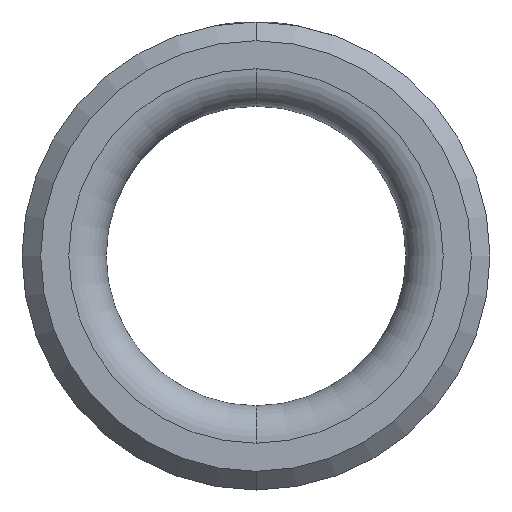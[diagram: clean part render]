
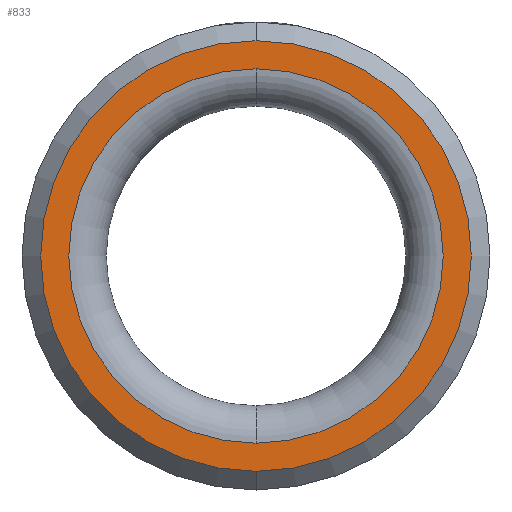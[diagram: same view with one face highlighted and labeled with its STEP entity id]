
A CAD part, front view. The second image highlights one B-rep face of the part: STEP entity #833.
In plain terms, the highlighted planar face has unit normal (0, -1, 0).
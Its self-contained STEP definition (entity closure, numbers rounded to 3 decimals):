
#47 = AXIS2_PLACEMENT_3D ( 'NONE', #259, #1092, #370 ) ;
#107 = EDGE_CURVE ( 'NONE', #450, #1412, #635, .T. ) ;
#183 = AXIS2_PLACEMENT_3D ( 'NONE', #470, #1317, #589 ) ;
#259 = CARTESIAN_POINT ( 'NONE',  ( 0., 0., 0. ) ) ;
#276 = AXIS2_PLACEMENT_3D ( 'NONE', #874, #1121, #403 ) ;
#305 = DIRECTION ( 'NONE',  ( 0., -1., 0. ) ) ;
#320 = CARTESIAN_POINT ( 'NONE',  ( 0., 0., -11.5 ) ) ;
#362 = AXIS2_PLACEMENT_3D ( 'NONE', #513, #1358, #628 ) ;
#369 = CARTESIAN_POINT ( 'NONE',  ( 0., 0., 11.5 ) ) ;
#370 = DIRECTION ( 'NONE',  ( 0., 0., -1. ) ) ;
#403 = DIRECTION ( 'NONE',  ( 0., 0., 1. ) ) ;
#450 = VERTEX_POINT ( 'NONE', #950 ) ;
#470 = CARTESIAN_POINT ( 'NONE',  ( 0., 0., 0. ) ) ;
#513 = CARTESIAN_POINT ( 'NONE',  ( 0., 0., 0. ) ) ;
#558 = ORIENTED_EDGE ( 'NONE', *, *, #1096, .T. ) ;
#589 = DIRECTION ( 'NONE',  ( 0., 0., -1. ) ) ;
#598 = EDGE_LOOP ( 'NONE', ( #1105, #558 ) ) ;
#628 = DIRECTION ( 'NONE',  ( 0., 0., -1. ) ) ;
#635 = CIRCLE ( 'NONE', #790, 10. ) ;
#660 = ORIENTED_EDGE ( 'NONE', *, *, #107, .F. ) ;
#671 = FACE_OUTER_BOUND ( 'NONE', #598, .T. ) ;
#701 = FACE_BOUND ( 'NONE', #805, .T. ) ;
#753 = PLANE ( 'NONE',  #276 ) ;
#790 = AXIS2_PLACEMENT_3D ( 'NONE', #1016, #305, #1142 ) ;
#805 = EDGE_LOOP ( 'NONE', ( #1406, #660 ) ) ;
#823 = CARTESIAN_POINT ( 'NONE',  ( 0., 0., -10. ) ) ;
#833 = ADVANCED_FACE ( 'NONE', ( #701, #671 ), #753, .F. ) ;
#874 = CARTESIAN_POINT ( 'NONE',  ( -11.5, 0., 0. ) ) ;
#948 = VERTEX_POINT ( 'NONE', #320 ) ;
#950 = CARTESIAN_POINT ( 'NONE',  ( 0., 0., 10. ) ) ;
#963 = CIRCLE ( 'NONE', #362, 11.5 ) ;
#1016 = CARTESIAN_POINT ( 'NONE',  ( 0., 0., 0. ) ) ;
#1046 = CIRCLE ( 'NONE', #47, 11.5 ) ;
#1092 = DIRECTION ( 'NONE',  ( 0., -1., 0. ) ) ;
#1093 = VERTEX_POINT ( 'NONE', #369 ) ;
#1096 = EDGE_CURVE ( 'NONE', #948, #1093, #1046, .T. ) ;
#1105 = ORIENTED_EDGE ( 'NONE', *, *, #1181, .T. ) ;
#1121 = DIRECTION ( 'NONE',  ( 0., 1., 0. ) ) ;
#1142 = DIRECTION ( 'NONE',  ( 0., 0., -1. ) ) ;
#1181 = EDGE_CURVE ( 'NONE', #1093, #948, #963, .T. ) ;
#1317 = DIRECTION ( 'NONE',  ( 0., -1., 0. ) ) ;
#1358 = DIRECTION ( 'NONE',  ( 0., -1., 0. ) ) ;
#1406 = ORIENTED_EDGE ( 'NONE', *, *, #1475, .F. ) ;
#1408 = CIRCLE ( 'NONE', #183, 10. ) ;
#1412 = VERTEX_POINT ( 'NONE', #823 ) ;
#1475 = EDGE_CURVE ( 'NONE', #1412, #450, #1408, .T. ) ;
